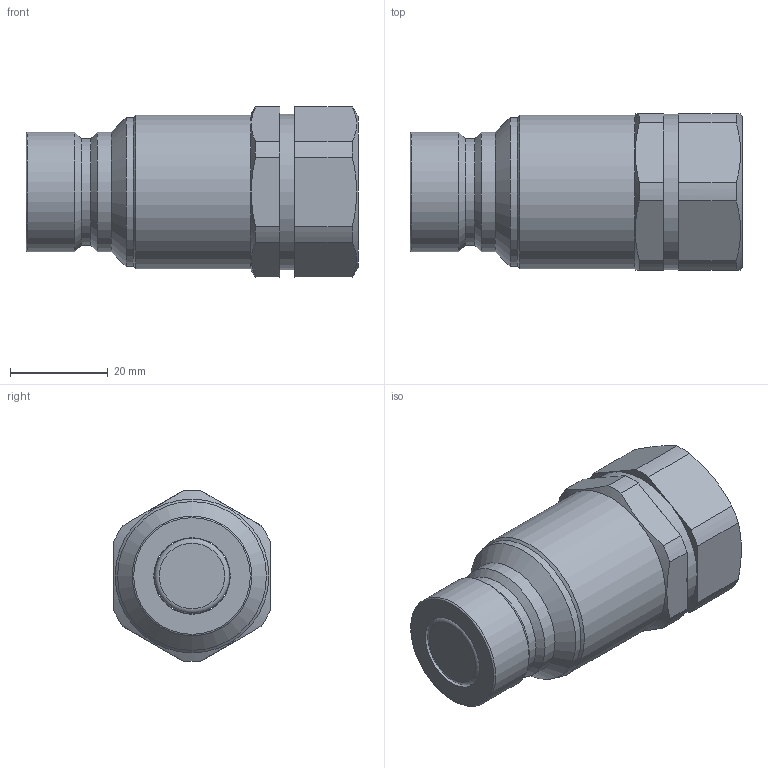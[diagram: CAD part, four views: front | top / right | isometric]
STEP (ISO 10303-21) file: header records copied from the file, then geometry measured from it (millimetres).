
FILE_DESCRIPTION (( 'STEP AP214' ), '1' );
FILE_NAME ('BF13.7103-IC-JV.STEP', '2016-08-23T07:52:30', ( '' ), ( '' ), 'SwSTEP 2.0', 'SolidWorks 2016', '' );
FILE_SCHEMA (( 'AUTOMOTIVE_DESIGN' ));
Length unit declared in the file: millimetre
Products named in the file (6): 6013-04M; 6013-09M; 6013-02M MOD.B; BF13.7103-IC-JV; 6013-14M; 6013-71M Product
Assembly tree (4 placements, depth 2):
  BF13.7103-IC-JV
    6013-02M MOD.B
    6013-04M
    6013-71M Product
    6013-09M
  6013-14M
Bounding box: 68 x 32 x 35 mm (x, y, z)
Volume: 25062.3 mm3; surface area: 13475.9 mm2
Topology: 4 solids, 4 shells, 68 faces, 155 edges, 100 vertices
Faces by surface type: cylinder 32, plane 26, cone 7, torus 3
Full cylindrical faces by diameter (mm): 15.4 x1, 15.65 x1, 19.1 x1, 20.5 x1, 20.734 x1, 21.9 x1, 24.124 x1, 24.5 x2, 30.5 x1, 31.5 x1, 31.8 x1
Entity records: 2121 total; most frequent: CARTESIAN_POINT 457, DIRECTION 334, ORIENTED_EDGE 258, AXIS2_PLACEMENT_3D 144, EDGE_CURVE 129, EDGE_LOOP 96, VERTEX_POINT 95, FACE_OUTER_BOUND 82
